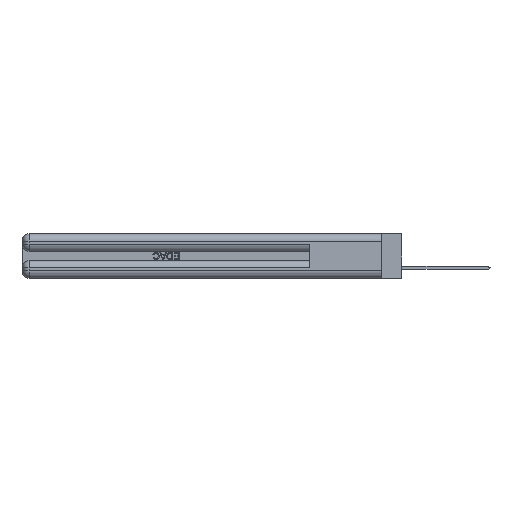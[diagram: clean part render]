
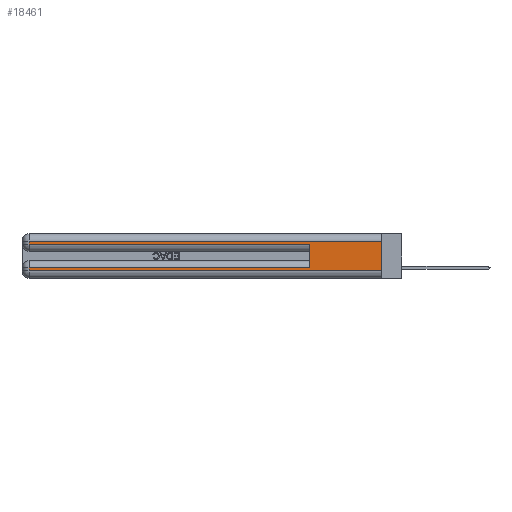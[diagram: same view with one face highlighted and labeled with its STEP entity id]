
A CAD part, left-side view. The second image highlights one B-rep face of the part: STEP entity #18461.
In plain terms, the highlighted planar face has unit normal (-1, 0, 0).
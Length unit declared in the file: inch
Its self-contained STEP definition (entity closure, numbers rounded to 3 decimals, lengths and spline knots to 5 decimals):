
#969 = CARTESIAN_POINT ( 'NONE',  ( 0., 2.94, 0.37 ) ) ;
#2430 = DIRECTION ( 'NONE',  ( 0., 0., -1. ) ) ;
#2987 = DIRECTION ( 'NONE',  ( 0., 0., -1. ) ) ;
#5410 = VECTOR ( 'NONE', #46555, 39.37008 ) ;
#5547 = CARTESIAN_POINT ( 'NONE',  ( 0., 0., 0.285 ) ) ;
#5560 = ORIENTED_EDGE ( 'NONE', *, *, #21563, .T. ) ;
#5879 = LINE ( 'NONE', #969, #45573 ) ;
#5981 = DIRECTION ( 'NONE',  ( 0., 0., 1. ) ) ;
#6925 = EDGE_LOOP ( 'NONE', ( #49308, #38252, #7447, #40123, #24665, #11898, #5560, #22503 ) ) ;
#7447 = ORIENTED_EDGE ( 'NONE', *, *, #49489, .T. ) ;
#9141 = CARTESIAN_POINT ( 'NONE',  ( 0., 2.94, 0.085 ) ) ;
#9203 = AXIS2_PLACEMENT_3D ( 'NONE', #38231, #13748, #42398 ) ;
#9304 = DIRECTION ( 'NONE',  ( 0., 1., 0. ) ) ;
#9470 = CARTESIAN_POINT ( 'NONE',  ( 0., 2.94, 0.285 ) ) ;
#10010 = VERTEX_POINT ( 'NONE', #31700 ) ;
#10656 = CARTESIAN_POINT ( 'NONE',  ( 0., 0., 0.06 ) ) ;
#11551 = CARTESIAN_POINT ( 'NONE',  ( 0., 0., 0.31 ) ) ;
#11898 = ORIENTED_EDGE ( 'NONE', *, *, #48079, .T. ) ;
#13286 = VECTOR ( 'NONE', #2430, 39.37008 ) ;
#13748 = DIRECTION ( 'NONE',  ( 1., 0., 0. ) ) ;
#14766 = CARTESIAN_POINT ( 'NONE',  ( 0., 0.6, 0.145 ) ) ;
#15578 = FACE_OUTER_BOUND ( 'NONE', #6925, .T. ) ;
#15676 = LINE ( 'NONE', #14766, #19518 ) ;
#15800 = DIRECTION ( 'NONE',  ( 0., 1., 0. ) ) ;
#15916 = LINE ( 'NONE', #50696, #13286 ) ;
#17308 = CARTESIAN_POINT ( 'NONE',  ( 0., 2.94, 0.31 ) ) ;
#17639 = LINE ( 'NONE', #48730, #20881 ) ;
#18381 = CARTESIAN_POINT ( 'NONE',  ( 0., 0.6, 0.085 ) ) ;
#18461 = ADVANCED_FACE ( 'NONE', ( #15578 ), #34073, .F. ) ;
#19500 = DIRECTION ( 'NONE',  ( 0., -1., 0. ) ) ;
#19518 = VECTOR ( 'NONE', #5981, 39.37008 ) ;
#20881 = VECTOR ( 'NONE', #15800, 39.37008 ) ;
#21261 = VECTOR ( 'NONE', #9304, 39.37008 ) ;
#21393 = DIRECTION ( 'NONE',  ( 0., 0., -1. ) ) ;
#21563 = EDGE_CURVE ( 'NONE', #48104, #23367, #5879, .T. ) ;
#22503 = ORIENTED_EDGE ( 'NONE', *, *, #24543, .T. ) ;
#23367 = VERTEX_POINT ( 'NONE', #42573 ) ;
#24099 = EDGE_CURVE ( 'NONE', #36602, #32766, #17639, .T. ) ;
#24543 = EDGE_CURVE ( 'NONE', #23367, #42411, #34931, .T. ) ;
#24665 = ORIENTED_EDGE ( 'NONE', *, *, #25440, .F. ) ;
#25255 = VECTOR ( 'NONE', #19500, 39.37008 ) ;
#25440 = EDGE_CURVE ( 'NONE', #40168, #10010, #15676, .T. ) ;
#25874 = LINE ( 'NONE', #5547, #5410 ) ;
#27535 = EDGE_CURVE ( 'NONE', #44839, #10010, #25874, .T. ) ;
#30085 = VECTOR ( 'NONE', #2987, 39.37008 ) ;
#31700 = CARTESIAN_POINT ( 'NONE',  ( 0., 0.6, 0.285 ) ) ;
#32766 = VERTEX_POINT ( 'NONE', #17308 ) ;
#33220 = CARTESIAN_POINT ( 'NONE',  ( 0., 0., 0.085 ) ) ;
#34073 = PLANE ( 'NONE',  #9203 ) ;
#34931 = LINE ( 'NONE', #36122, #25255 ) ;
#35108 = EDGE_CURVE ( 'NONE', #36602, #42411, #15916, .T. ) ;
#35700 = CARTESIAN_POINT ( 'NONE',  ( 0., 2.94, 0.37 ) ) ;
#36122 = CARTESIAN_POINT ( 'NONE',  ( 0., 0., 0.06 ) ) ;
#36602 = VERTEX_POINT ( 'NONE', #11551 ) ;
#38231 = CARTESIAN_POINT ( 'NONE',  ( 0., 0., 0.37 ) ) ;
#38252 = ORIENTED_EDGE ( 'NONE', *, *, #24099, .T. ) ;
#40123 = ORIENTED_EDGE ( 'NONE', *, *, #27535, .T. ) ;
#40168 = VERTEX_POINT ( 'NONE', #18381 ) ;
#42333 = LINE ( 'NONE', #35700, #30085 ) ;
#42398 = DIRECTION ( 'NONE',  ( 0., 0., -1. ) ) ;
#42411 = VERTEX_POINT ( 'NONE', #10656 ) ;
#42573 = CARTESIAN_POINT ( 'NONE',  ( 0., 2.94, 0.06 ) ) ;
#44839 = VERTEX_POINT ( 'NONE', #9470 ) ;
#45573 = VECTOR ( 'NONE', #21393, 39.37008 ) ;
#46555 = DIRECTION ( 'NONE',  ( 0., -1., 0. ) ) ;
#48079 = EDGE_CURVE ( 'NONE', #40168, #48104, #52723, .T. ) ;
#48104 = VERTEX_POINT ( 'NONE', #9141 ) ;
#48730 = CARTESIAN_POINT ( 'NONE',  ( 0., 0., 0.31 ) ) ;
#49308 = ORIENTED_EDGE ( 'NONE', *, *, #35108, .F. ) ;
#49489 = EDGE_CURVE ( 'NONE', #32766, #44839, #42333, .T. ) ;
#50696 = CARTESIAN_POINT ( 'NONE',  ( 0., 0., 0.37 ) ) ;
#52723 = LINE ( 'NONE', #33220, #21261 ) ;
